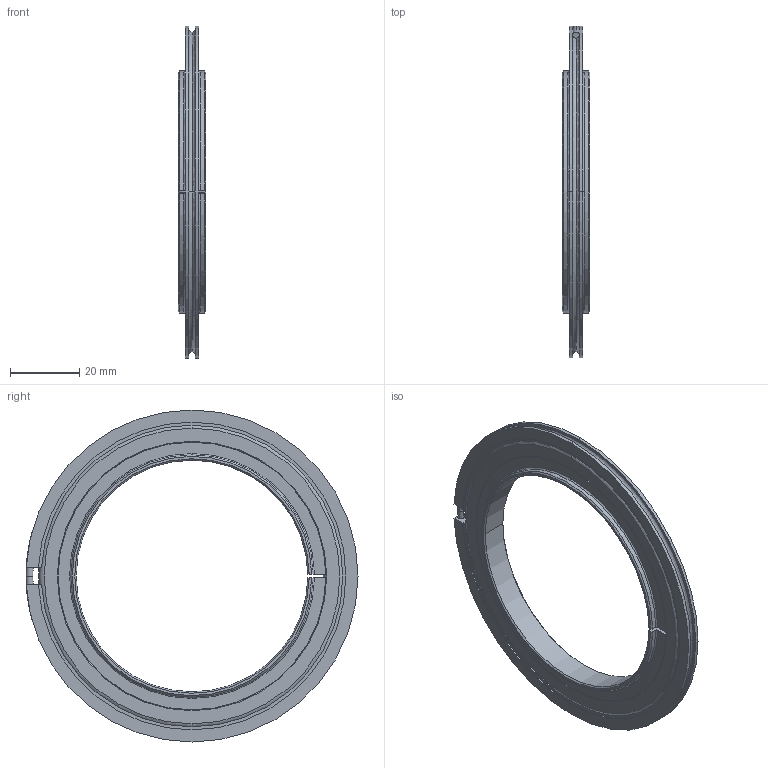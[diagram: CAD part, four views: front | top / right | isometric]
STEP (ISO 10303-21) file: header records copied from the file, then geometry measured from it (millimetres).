
FILE_DESCRIPTION((''),'2;1');
FILE_NAME('212-281.stp','2004-01-08T14:43:30',('KAA'),(''),'Autodesk Inventor (R) 6.0','Autodesk Inventor (R) 6.0','');
FILE_SCHEMA(('CONFIG_CONTROL_DESIGN'));
Length unit declared in the file: millimetre
Products named in the file (1): 212-281
Bounding box: 8 x 96 x 96 mm (x, y, z)
Volume: 14557.8 mm3; surface area: 12168 mm2
Topology: 1 solids, 1 shells, 76 faces, 221 edges, 145 vertices
Faces by surface type: cylinder 28, plane 18, torus 12, bspline 10, cone 8
Entity records: 3086 total; most frequent: CARTESIAN_POINT 927, DIRECTION 465, ORIENTED_EDGE 442, EDGE_CURVE 221, AXIS2_PLACEMENT_3D 197, VERTEX_POINT 145, CIRCLE 130, EDGE_LOOP 78
